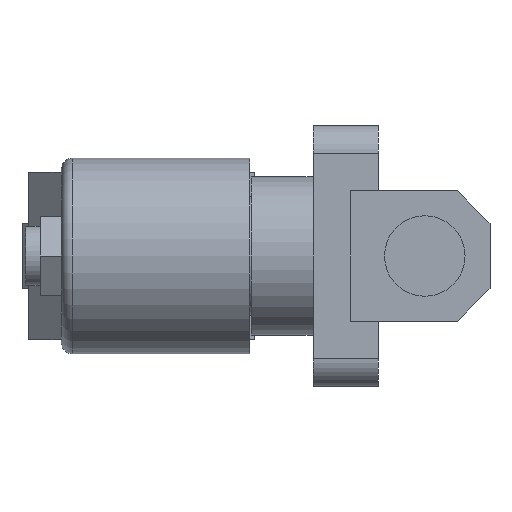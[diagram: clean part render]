
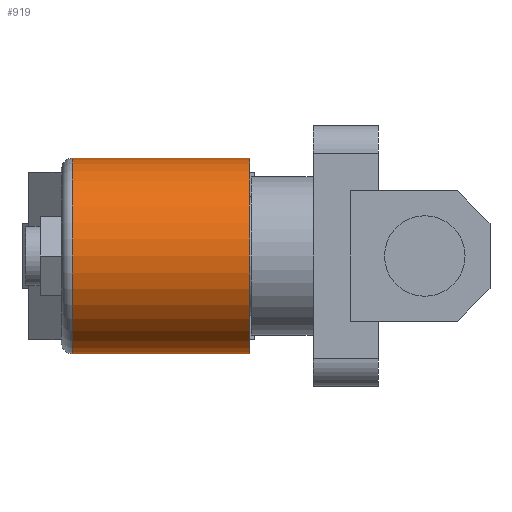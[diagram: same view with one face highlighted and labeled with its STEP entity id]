
A CAD part, left-side view. The second image highlights one B-rep face of the part: STEP entity #919.
In plain terms, the highlighted cylindrical face has radius 21 mm (diameter 42 mm), a partial arc.
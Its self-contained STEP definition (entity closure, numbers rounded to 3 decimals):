
#119 = CARTESIAN_POINT ( 'NONE',  ( 0., 45.66, -21. ) ) ;
#218 = ORIENTED_EDGE ( 'NONE', *, *, #1111, .T. ) ;
#339 = VERTEX_POINT ( 'NONE', #1440 ) ;
#377 = DIRECTION ( 'NONE',  ( 0., 0., -1. ) ) ;
#501 = LINE ( 'NONE', #1795, #2049 ) ;
#547 = DIRECTION ( 'NONE',  ( 0., 0., 1. ) ) ;
#561 = CARTESIAN_POINT ( 'NONE',  ( 0., 45.66, 0. ) ) ;
#582 = CIRCLE ( 'NONE', #1291, 21. ) ;
#678 = ORIENTED_EDGE ( 'NONE', *, *, #1844, .F. ) ;
#768 = DIRECTION ( 'NONE',  ( 0., -1., 0. ) ) ;
#919 = ADVANCED_FACE ( 'NONE', ( #1816 ), #2669, .T. ) ;
#1096 = CARTESIAN_POINT ( 'NONE',  ( 0., 7.56, 0. ) ) ;
#1111 = EDGE_CURVE ( 'NONE', #339, #1756, #582, .T. ) ;
#1121 = ORIENTED_EDGE ( 'NONE', *, *, #1684, .T. ) ;
#1150 = DIRECTION ( 'NONE',  ( 0., -1., 0. ) ) ;
#1291 = AXIS2_PLACEMENT_3D ( 'NONE', #1096, #2175, #2163 ) ;
#1440 = CARTESIAN_POINT ( 'NONE',  ( 0., 7.56, -21. ) ) ;
#1559 = VECTOR ( 'NONE', #1150, 1000. ) ;
#1560 = CARTESIAN_POINT ( 'NONE',  ( 0., 7.56, 21. ) ) ;
#1579 = DIRECTION ( 'NONE',  ( 0., -1., 0. ) ) ;
#1684 = EDGE_CURVE ( 'NONE', #1704, #339, #2210, .T. ) ;
#1685 = EDGE_CURVE ( 'NONE', #2663, #1704, #2181, .T. ) ;
#1704 = VERTEX_POINT ( 'NONE', #119 ) ;
#1756 = VERTEX_POINT ( 'NONE', #1560 ) ;
#1768 = CARTESIAN_POINT ( 'NONE',  ( 0., 45.66, 21. ) ) ;
#1795 = CARTESIAN_POINT ( 'NONE',  ( 0., 47.96, 21. ) ) ;
#1816 = FACE_OUTER_BOUND ( 'NONE', #2058, .T. ) ;
#1844 = EDGE_CURVE ( 'NONE', #2663, #1756, #501, .T. ) ;
#2002 = CARTESIAN_POINT ( 'NONE',  ( 0., 47.96, -21. ) ) ;
#2049 = VECTOR ( 'NONE', #1579, 1000. ) ;
#2058 = EDGE_LOOP ( 'NONE', ( #678, #2562, #1121, #218 ) ) ;
#2092 = AXIS2_PLACEMENT_3D ( 'NONE', #561, #768, #547 ) ;
#2163 = DIRECTION ( 'NONE',  ( 0., 0., 1. ) ) ;
#2175 = DIRECTION ( 'NONE',  ( 0., 1., 0. ) ) ;
#2181 = CIRCLE ( 'NONE', #2092, 21. ) ;
#2210 = LINE ( 'NONE', #2002, #1559 ) ;
#2216 = AXIS2_PLACEMENT_3D ( 'NONE', #2247, #2653, #377 ) ;
#2247 = CARTESIAN_POINT ( 'NONE',  ( 0., 47.96, 0. ) ) ;
#2562 = ORIENTED_EDGE ( 'NONE', *, *, #1685, .T. ) ;
#2653 = DIRECTION ( 'NONE',  ( 0., -1., 0. ) ) ;
#2663 = VERTEX_POINT ( 'NONE', #1768 ) ;
#2669 = CYLINDRICAL_SURFACE ( 'NONE', #2216, 21. ) ;
